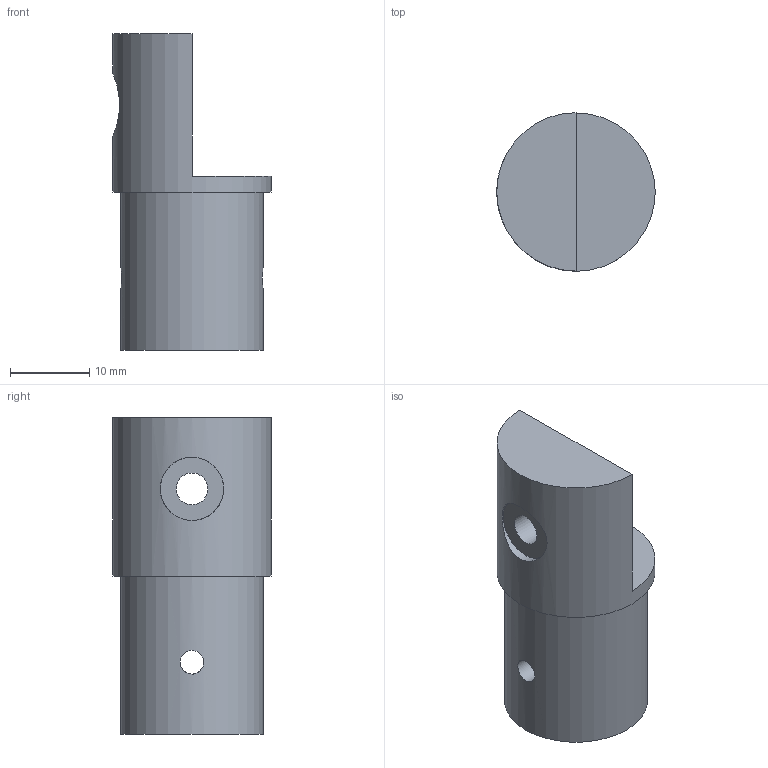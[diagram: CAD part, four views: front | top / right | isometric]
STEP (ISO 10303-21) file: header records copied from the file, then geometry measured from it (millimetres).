
FILE_DESCRIPTION(/* description */ (''),/* implementation_level */ '2;1');
FILE_NAME(/* name */ 'insert alu v1.step',/* time_stamp */ '2022-03-11T18:46:11+01:00',/* author */ (''),/* organization */ (''),/* preprocessor_version */ 'ST-DEVELOPER v18.1',/* originating_system */ 'Autodesk Translation Framework v10.13.0.1454',/* authorisation */ '');
FILE_SCHEMA (('AUTOMOTIVE_DESIGN { 1 0 10303 214 3 1 1 }'));
Length unit declared in the file: millimetre
Products named in the file (1): insert alu
Bounding box: 20 x 20 x 40 mm (x, y, z)
Volume: 8265.3 mm3; surface area: 3066.4 mm2
Topology: 1 solids, 1 shells, 11 faces, 28 edges, 20 vertices
Faces by surface type: plane 6, cylinder 5
Full cylindrical faces by diameter (mm): 3 x1, 4 x1, 8 x1, 18 x1, 20 x1
Entity records: 471 total; most frequent: CARTESIAN_POINT 165, ORIENTED_EDGE 56, DIRECTION 52, EDGE_CURVE 28, AXIS2_PLACEMENT_3D 21, VERTEX_POINT 20, EDGE_LOOP 16, FACE_OUTER_BOUND 11
